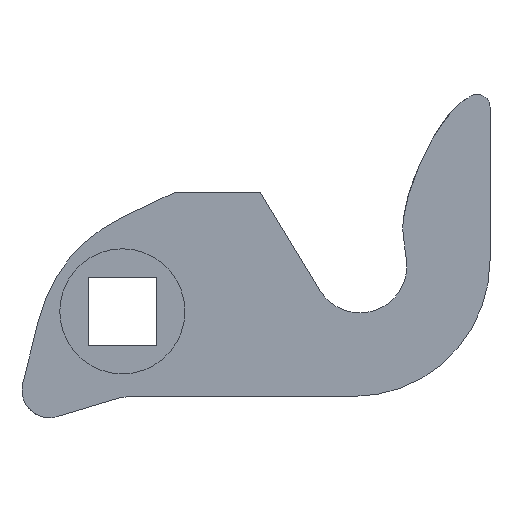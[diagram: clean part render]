
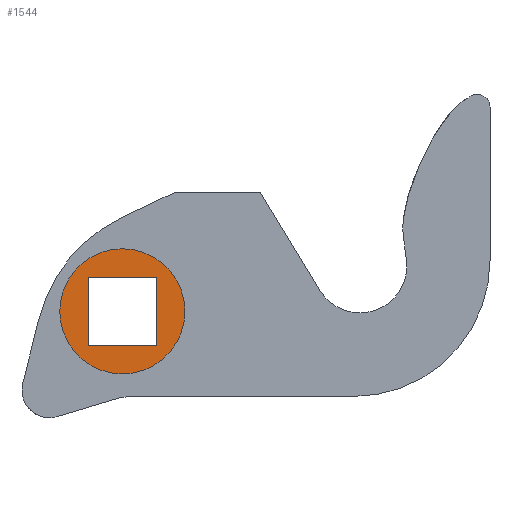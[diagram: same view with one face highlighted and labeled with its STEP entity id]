
A CAD part, front view. The second image highlights one B-rep face of the part: STEP entity #1544.
In plain terms, the highlighted planar face has unit normal (0, -1, 0).
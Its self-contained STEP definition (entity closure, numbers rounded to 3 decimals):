
#26 = CARTESIAN_POINT ( 'NONE',  ( 11.8, -4., -18.15 ) ) ;
#40 = EDGE_CURVE ( 'NONE', #16037, #6867, #12150, .T. ) ;
#150 = VECTOR ( 'NONE', #819, 1000. ) ;
#199 = EDGE_LOOP ( 'NONE', ( #3508, #7626, #2358, #2124 ) ) ;
#526 = DIRECTION ( 'NONE',  ( 0., -1., 0. ) ) ;
#730 = CARTESIAN_POINT ( 'NONE',  ( 15.8, -4., -21.5 ) ) ;
#819 = DIRECTION ( 'NONE',  ( 0., 0., 1. ) ) ;
#1440 = VECTOR ( 'NONE', #17266, 1000. ) ;
#1544 = ADVANCED_FACE ( 'NONE', ( #10234, #13640 ), #14381, .T. ) ;
#2124 = ORIENTED_EDGE ( 'NONE', *, *, #14692, .T. ) ;
#2158 = ORIENTED_EDGE ( 'NONE', *, *, #6225, .F. ) ;
#2358 = ORIENTED_EDGE ( 'NONE', *, *, #40, .T. ) ;
#2637 = DIRECTION ( 'NONE',  ( 0., 0., 1. ) ) ;
#2927 = DIRECTION ( 'NONE',  ( 0., 1., 0. ) ) ;
#3081 = ORIENTED_EDGE ( 'NONE', *, *, #4263, .F. ) ;
#3508 = ORIENTED_EDGE ( 'NONE', *, *, #14200, .T. ) ;
#4263 = EDGE_CURVE ( 'NONE', #6166, #4328, #8711, .T. ) ;
#4328 = VERTEX_POINT ( 'NONE', #26 ) ;
#4859 = VECTOR ( 'NONE', #14972, 1000. ) ;
#6166 = VERTEX_POINT ( 'NONE', #12518 ) ;
#6225 = EDGE_CURVE ( 'NONE', #4328, #6166, #14441, .T. ) ;
#6551 = LINE ( 'NONE', #730, #1440 ) ;
#6867 = VERTEX_POINT ( 'NONE', #13964 ) ;
#7221 = DIRECTION ( 'NONE',  ( 0., 0., 1. ) ) ;
#7626 = ORIENTED_EDGE ( 'NONE', *, *, #14360, .T. ) ;
#7865 = CARTESIAN_POINT ( 'NONE',  ( 7.8, -4., -21.5 ) ) ;
#8711 = CIRCLE ( 'NONE', #11109, 7.35 ) ;
#9741 = AXIS2_PLACEMENT_3D ( 'NONE', #11267, #2927, #7221 ) ;
#9992 = LINE ( 'NONE', #11637, #150 ) ;
#10165 = EDGE_LOOP ( 'NONE', ( #3081, #2158 ) ) ;
#10234 = FACE_OUTER_BOUND ( 'NONE', #10165, .T. ) ;
#11109 = AXIS2_PLACEMENT_3D ( 'NONE', #13486, #12149, #2637 ) ;
#11267 = CARTESIAN_POINT ( 'NONE',  ( 11.8, -4., -25.5 ) ) ;
#11637 = CARTESIAN_POINT ( 'NONE',  ( 7.8, -4., -21.5 ) ) ;
#12149 = DIRECTION ( 'NONE',  ( 0., 1., 0. ) ) ;
#12150 = LINE ( 'NONE', #14648, #4859 ) ;
#12348 = VECTOR ( 'NONE', #14636, 1000. ) ;
#12518 = CARTESIAN_POINT ( 'NONE',  ( 11.8, -4., -32.85 ) ) ;
#13486 = CARTESIAN_POINT ( 'NONE',  ( 11.8, -4., -25.5 ) ) ;
#13640 = FACE_BOUND ( 'NONE', #199, .T. ) ;
#13763 = CARTESIAN_POINT ( 'NONE',  ( 15.8, -4., -21.5 ) ) ;
#13964 = CARTESIAN_POINT ( 'NONE',  ( 7.8, -4., -29.5 ) ) ;
#14200 = EDGE_CURVE ( 'NONE', #15963, #15161, #6551, .T. ) ;
#14360 = EDGE_CURVE ( 'NONE', #15161, #16037, #16149, .T. ) ;
#14381 = PLANE ( 'NONE',  #16093 ) ;
#14441 = CIRCLE ( 'NONE', #9741, 7.35 ) ;
#14636 = DIRECTION ( 'NONE',  ( 0., 0., -1. ) ) ;
#14648 = CARTESIAN_POINT ( 'NONE',  ( 15.8, -4., -29.5 ) ) ;
#14692 = EDGE_CURVE ( 'NONE', #6867, #15963, #9992, .T. ) ;
#14972 = DIRECTION ( 'NONE',  ( -1., 0., 0. ) ) ;
#15161 = VERTEX_POINT ( 'NONE', #13763 ) ;
#15473 = DIRECTION ( 'NONE',  ( 0., 0., 1. ) ) ;
#15963 = VERTEX_POINT ( 'NONE', #7865 ) ;
#16037 = VERTEX_POINT ( 'NONE', #17315 ) ;
#16093 = AXIS2_PLACEMENT_3D ( 'NONE', #17063, #526, #15473 ) ;
#16140 = CARTESIAN_POINT ( 'NONE',  ( 15.8, -4., -21.5 ) ) ;
#16149 = LINE ( 'NONE', #16140, #12348 ) ;
#17063 = CARTESIAN_POINT ( 'NONE',  ( 11.8, -4., -25.5 ) ) ;
#17266 = DIRECTION ( 'NONE',  ( 1., 0., 0. ) ) ;
#17315 = CARTESIAN_POINT ( 'NONE',  ( 15.8, -4., -29.5 ) ) ;
